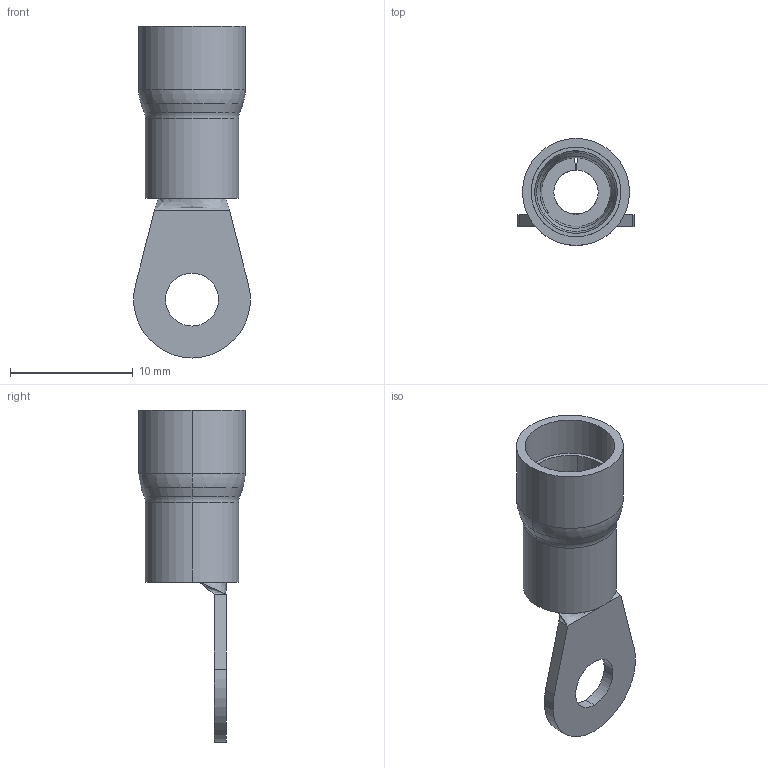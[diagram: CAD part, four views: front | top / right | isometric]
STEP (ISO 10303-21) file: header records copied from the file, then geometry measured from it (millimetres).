
FILE_DESCRIPTION (( 'STEP AP203' ), '1' );
FILE_NAME ('90319.STEP', '2024-08-30T12:22:25', ( '' ), ( '' ), 'SwSTEP 2.0', 'SolidWorks 2022', '' );
FILE_SCHEMA (( 'CONFIG_CONTROL_DESIGN' ));
Length unit declared in the file: millimetre
Products named in the file (4): 90319; tubetto giallo; S90319; bussola 6
Assembly tree (3 placements, depth 2):
  90319
    S90319
    bussola 6
    tubetto giallo
Bounding box: 9.47 x 8.7 x 27 mm (x, y, z)
Volume: 469.2 mm3; surface area: 1559.2 mm2
Topology: 3 solids, 3 shells, 67 faces, 143 edges, 82 vertices
Faces by surface type: cylinder 26, torus 16, plane 13, cone 8, bspline 4
Entity records: 2371 total; most frequent: CARTESIAN_POINT 482, DIRECTION 349, ORIENTED_EDGE 286, AXIS2_PLACEMENT_3D 149, EDGE_CURVE 143, VERTEX_POINT 82, CIRCLE 80, EDGE_LOOP 73
